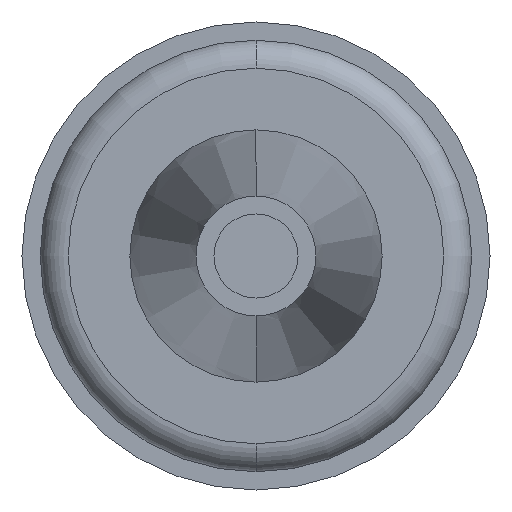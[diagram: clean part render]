
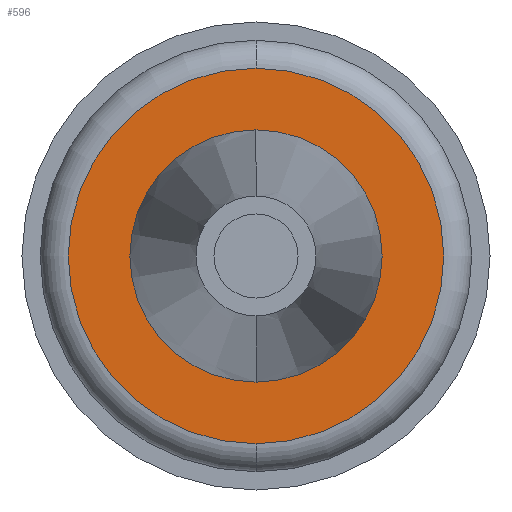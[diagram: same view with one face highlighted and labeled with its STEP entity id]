
A CAD part, front view. The second image highlights one B-rep face of the part: STEP entity #596.
In plain terms, the highlighted planar face has unit normal (0, -1, 0).
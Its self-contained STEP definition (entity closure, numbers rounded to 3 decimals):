
#14 = PLANE ( 'NONE',  #279 ) ;
#69 = ORIENTED_EDGE ( 'NONE', *, *, #517, .F. ) ;
#97 = DIRECTION ( 'NONE',  ( 0., 0., 1. ) ) ;
#129 = CIRCLE ( 'NONE', #1128, 6.7 ) ;
#185 = EDGE_LOOP ( 'NONE', ( #237, #69 ) ) ;
#190 = VERTEX_POINT ( 'NONE', #823 ) ;
#204 = DIRECTION ( 'NONE',  ( 0., -1., 0. ) ) ;
#224 = EDGE_CURVE ( 'NONE', #443, #1463, #1462, .T. ) ;
#237 = ORIENTED_EDGE ( 'NONE', *, *, #224, .F. ) ;
#263 = CARTESIAN_POINT ( 'NONE',  ( 0., 0., 0. ) ) ;
#274 = AXIS2_PLACEMENT_3D ( 'NONE', #1515, #705, #1174 ) ;
#279 = AXIS2_PLACEMENT_3D ( 'NONE', #263, #1094, #1445 ) ;
#301 = VERTEX_POINT ( 'NONE', #1293 ) ;
#302 = EDGE_CURVE ( 'NONE', #190, #301, #129, .T. ) ;
#337 = FACE_OUTER_BOUND ( 'NONE', #895, .T. ) ;
#443 = VERTEX_POINT ( 'NONE', #608 ) ;
#478 = DIRECTION ( 'NONE',  ( 0., -1., 0. ) ) ;
#517 = EDGE_CURVE ( 'NONE', #1463, #443, #1392, .T. ) ;
#530 = CARTESIAN_POINT ( 'NONE',  ( 0., 0., 0. ) ) ;
#586 = AXIS2_PLACEMENT_3D ( 'NONE', #530, #764, #667 ) ;
#596 = ADVANCED_FACE ( 'NONE', ( #1390, #337 ), #14, .F. ) ;
#608 = CARTESIAN_POINT ( 'NONE',  ( 0., 0., -4.5 ) ) ;
#667 = DIRECTION ( 'NONE',  ( 0., 0., 1. ) ) ;
#705 = DIRECTION ( 'NONE',  ( 0., -1., 0. ) ) ;
#764 = DIRECTION ( 'NONE',  ( 0., -1., 0. ) ) ;
#823 = CARTESIAN_POINT ( 'NONE',  ( 0., 0., 6.7 ) ) ;
#826 = CARTESIAN_POINT ( 'NONE',  ( 0., 0., 0. ) ) ;
#857 = CIRCLE ( 'NONE', #586, 6.7 ) ;
#895 = EDGE_LOOP ( 'NONE', ( #1013, #1220 ) ) ;
#1013 = ORIENTED_EDGE ( 'NONE', *, *, #302, .T. ) ;
#1094 = DIRECTION ( 'NONE',  ( 0., 1., 0. ) ) ;
#1105 = AXIS2_PLACEMENT_3D ( 'NONE', #826, #204, #97 ) ;
#1110 = DIRECTION ( 'NONE',  ( 0., 0., 1. ) ) ;
#1128 = AXIS2_PLACEMENT_3D ( 'NONE', #1186, #478, #1110 ) ;
#1174 = DIRECTION ( 'NONE',  ( 0., 0., 1. ) ) ;
#1186 = CARTESIAN_POINT ( 'NONE',  ( 0., 0., 0. ) ) ;
#1220 = ORIENTED_EDGE ( 'NONE', *, *, #1405, .T. ) ;
#1293 = CARTESIAN_POINT ( 'NONE',  ( 0., 0., -6.7 ) ) ;
#1389 = CARTESIAN_POINT ( 'NONE',  ( 0., 0., 4.5 ) ) ;
#1390 = FACE_BOUND ( 'NONE', #185, .T. ) ;
#1392 = CIRCLE ( 'NONE', #1105, 4.5 ) ;
#1405 = EDGE_CURVE ( 'NONE', #301, #190, #857, .T. ) ;
#1445 = DIRECTION ( 'NONE',  ( 0., 0., 1. ) ) ;
#1462 = CIRCLE ( 'NONE', #274, 4.5 ) ;
#1463 = VERTEX_POINT ( 'NONE', #1389 ) ;
#1515 = CARTESIAN_POINT ( 'NONE',  ( 0., 0., 0. ) ) ;
